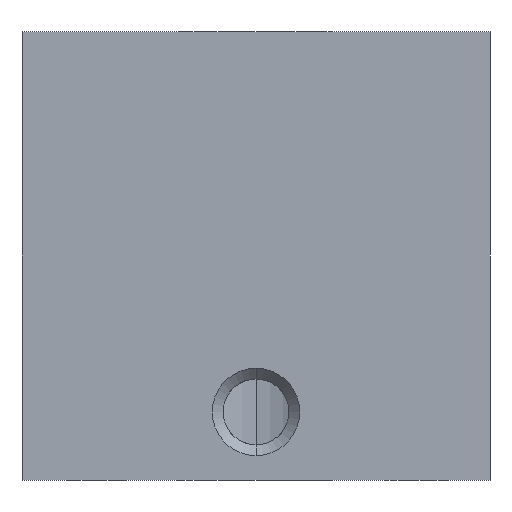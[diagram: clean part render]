
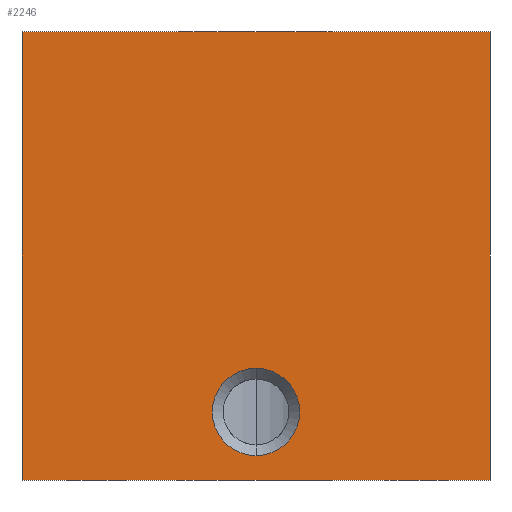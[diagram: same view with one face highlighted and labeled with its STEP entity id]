
A CAD part, front view. The second image highlights one B-rep face of the part: STEP entity #2246.
In plain terms, the highlighted planar face has unit normal (0, -1, 0).
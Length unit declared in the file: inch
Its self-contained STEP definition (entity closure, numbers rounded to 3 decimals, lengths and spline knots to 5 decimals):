
#5=DIRECTION('',(1.,0.,0.));
#6=VECTOR('',#5,3.);
#7=CARTESIAN_POINT('',(0.,-2.438,0.));
#8=LINE('',#7,#6);
#125=DIRECTION('',(0.,0.,1.));
#126=VECTOR('',#125,2.875);
#127=CARTESIAN_POINT('',(3.,-2.438,0.));
#128=LINE('',#127,#126);
#149=DIRECTION('',(0.,0.,1.));
#150=VECTOR('',#149,2.875);
#151=CARTESIAN_POINT('',(0.,-2.438,0.));
#152=LINE('',#151,#150);
#153=CARTESIAN_POINT('',(1.5,-2.438,0.438));
#154=DIRECTION('',(0.,1.,0.));
#155=DIRECTION('',(0.,0.,-1.));
#156=AXIS2_PLACEMENT_3D('',#153,#154,#155);
#158=CARTESIAN_POINT('',(1.5,-2.438,0.438));
#159=DIRECTION('',(0.,1.,0.));
#160=DIRECTION('',(0.,0.,1.));
#161=AXIS2_PLACEMENT_3D('',#158,#159,#160);
#175=DIRECTION('',(1.,0.,0.));
#176=VECTOR('',#175,3.);
#177=CARTESIAN_POINT('',(0.,-2.438,2.875));
#178=LINE('',#177,#176);
#1770=CARTESIAN_POINT('',(0.,-2.438,0.));
#1772=VERTEX_POINT('',#1770);
#1773=CARTESIAN_POINT('',(3.,-2.438,0.));
#1774=VERTEX_POINT('',#1773);
#1778=CARTESIAN_POINT('',(0.,-2.438,2.875));
#1780=VERTEX_POINT('',#1778);
#1781=CARTESIAN_POINT('',(3.,-2.438,2.875));
#1782=VERTEX_POINT('',#1781);
#2017=CARTESIAN_POINT('',(1.5,-2.438,0.718));
#2018=VERTEX_POINT('',#2017);
#2019=CARTESIAN_POINT('',(1.5,-2.438,0.158));
#2020=VERTEX_POINT('',#2019);
#2228=CARTESIAN_POINT('',(0.,-2.438,0.));
#2229=DIRECTION('',(0.,-1.,0.));
#2230=DIRECTION('',(1.,0.,0.));
#2231=AXIS2_PLACEMENT_3D('',#2228,#2229,#2230);
#2232=PLANE('',#2231);
#2233=ORIENTED_EDGE('',*,*,#2104,.F.);
#2234=ORIENTED_EDGE('',*,*,#2153,.T.);
#2236=ORIENTED_EDGE('',*,*,#2235,.T.);
#2237=ORIENTED_EDGE('',*,*,#2208,.F.);
#2238=EDGE_LOOP('',(#2233,#2234,#2236,#2237));
#2239=FACE_OUTER_BOUND('',#2238,.F.);
#2241=ORIENTED_EDGE('',*,*,#2240,.F.);
#2243=ORIENTED_EDGE('',*,*,#2242,.F.);
#2244=EDGE_LOOP('',(#2241,#2243));
#2245=FACE_BOUND('',#2244,.F.);
#2246=ADVANCED_FACE('',(#2239,#2245),#2232,.T.);
#157=CIRCLE('',#156,0.28);
#162=CIRCLE('',#161,0.28);
#2104=EDGE_CURVE('',#1772,#1774,#8,.T.);
#2153=EDGE_CURVE('',#1772,#1780,#152,.T.);
#2208=EDGE_CURVE('',#1774,#1782,#128,.T.);
#2235=EDGE_CURVE('',#1780,#1782,#178,.T.);
#2240=EDGE_CURVE('',#2020,#2018,#157,.T.);
#2242=EDGE_CURVE('',#2018,#2020,#162,.T.);
